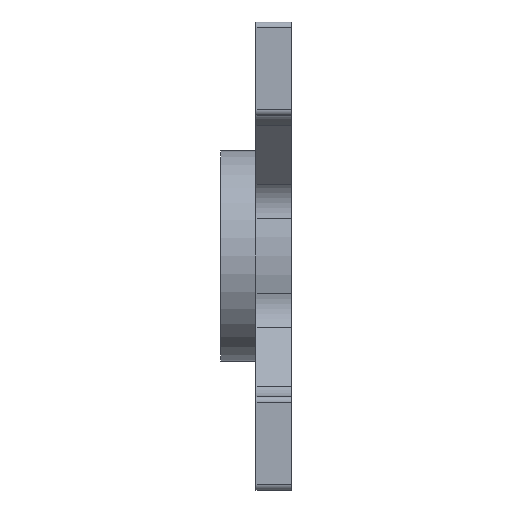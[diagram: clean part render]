
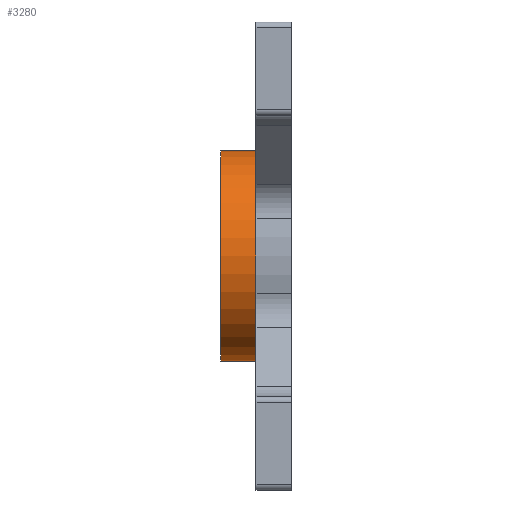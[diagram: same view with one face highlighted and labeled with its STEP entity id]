
A CAD part, left-side view. The second image highlights one B-rep face of the part: STEP entity #3280.
In plain terms, the highlighted cylindrical face has radius 9 mm (diameter 18 mm), a partial arc.
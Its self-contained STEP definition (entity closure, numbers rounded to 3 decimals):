
#44 = CARTESIAN_POINT ( 'NONE',  ( 0., 6., 9. ) ) ;
#161 = ORIENTED_EDGE ( 'NONE', *, *, #3175, .F. ) ;
#207 = CARTESIAN_POINT ( 'NONE',  ( 0., 3., 9. ) ) ;
#244 = CARTESIAN_POINT ( 'NONE',  ( 0., 37.456, 9. ) ) ;
#281 = CARTESIAN_POINT ( 'NONE',  ( 0., 3., -9. ) ) ;
#286 = CARTESIAN_POINT ( 'NONE',  ( 0., 3., 0. ) ) ;
#404 = ORIENTED_EDGE ( 'NONE', *, *, #4940, .F. ) ;
#567 = DIRECTION ( 'NONE',  ( 0., 0., -1. ) ) ;
#571 = ORIENTED_EDGE ( 'NONE', *, *, #4356, .T. ) ;
#654 = DIRECTION ( 'NONE',  ( 0., 1., 0. ) ) ;
#676 = FACE_OUTER_BOUND ( 'NONE', #2279, .T. ) ;
#703 = AXIS2_PLACEMENT_3D ( 'NONE', #286, #654, #1044 ) ;
#704 = CARTESIAN_POINT ( 'NONE',  ( 0., 6., -9. ) ) ;
#1034 = DIRECTION ( 'NONE',  ( 0., -1., 0. ) ) ;
#1044 = DIRECTION ( 'NONE',  ( 0., 0., 1. ) ) ;
#1506 = CYLINDRICAL_SURFACE ( 'NONE', #1683, 9. ) ;
#1683 = AXIS2_PLACEMENT_3D ( 'NONE', #2520, #1034, #567 ) ;
#1721 = DIRECTION ( 'NONE',  ( 0., -1., 0. ) ) ;
#1726 = DIRECTION ( 'NONE',  ( 0., 0., 1. ) ) ;
#2107 = CARTESIAN_POINT ( 'NONE',  ( 0., 6., 0. ) ) ;
#2279 = EDGE_LOOP ( 'NONE', ( #404, #161, #4278, #571 ) ) ;
#2340 = VERTEX_POINT ( 'NONE', #44 ) ;
#2520 = CARTESIAN_POINT ( 'NONE',  ( 0., 37.456, 0. ) ) ;
#2800 = CIRCLE ( 'NONE', #4796, 9. ) ;
#2977 = LINE ( 'NONE', #3999, #4658 ) ;
#3175 = EDGE_CURVE ( 'NONE', #3639, #2340, #2800, .T. ) ;
#3280 = ADVANCED_FACE ( 'NONE', ( #676 ), #1506, .T. ) ;
#3639 = VERTEX_POINT ( 'NONE', #704 ) ;
#3863 = LINE ( 'NONE', #244, #4477 ) ;
#3999 = CARTESIAN_POINT ( 'NONE',  ( 0., 37.456, -9. ) ) ;
#4230 = VERTEX_POINT ( 'NONE', #207 ) ;
#4250 = EDGE_CURVE ( 'NONE', #3639, #4928, #2977, .T. ) ;
#4278 = ORIENTED_EDGE ( 'NONE', *, *, #4250, .T. ) ;
#4281 = CIRCLE ( 'NONE', #703, 9. ) ;
#4356 = EDGE_CURVE ( 'NONE', #4928, #4230, #4281, .T. ) ;
#4477 = VECTOR ( 'NONE', #4889, 1000. ) ;
#4658 = VECTOR ( 'NONE', #1721, 1000. ) ;
#4796 = AXIS2_PLACEMENT_3D ( 'NONE', #2107, #4866, #1726 ) ;
#4866 = DIRECTION ( 'NONE',  ( 0., 1., 0. ) ) ;
#4889 = DIRECTION ( 'NONE',  ( 0., -1., 0. ) ) ;
#4928 = VERTEX_POINT ( 'NONE', #281 ) ;
#4940 = EDGE_CURVE ( 'NONE', #2340, #4230, #3863, .T. ) ;
